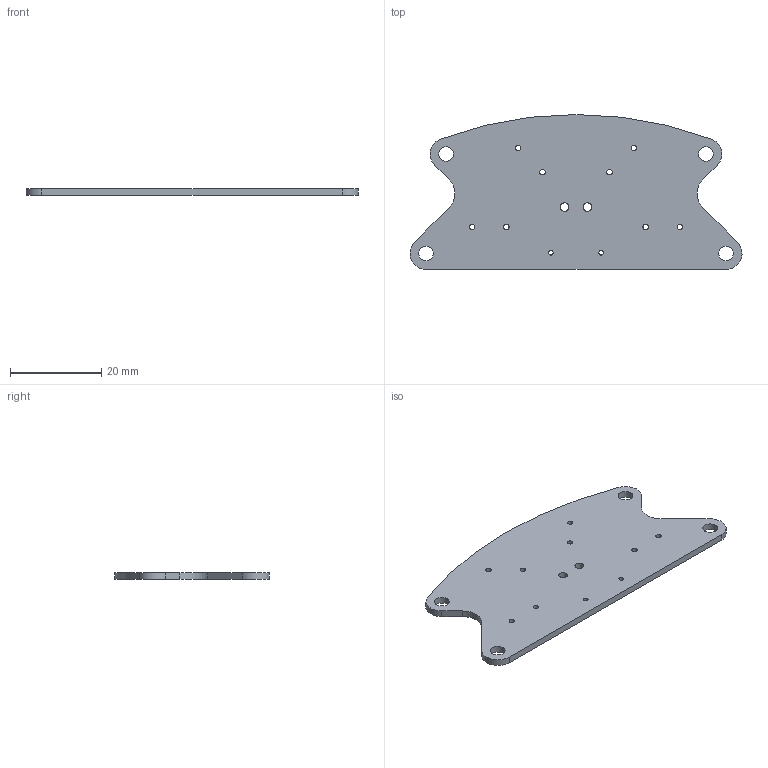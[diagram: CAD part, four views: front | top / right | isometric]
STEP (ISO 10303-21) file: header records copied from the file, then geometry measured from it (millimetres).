
FILE_DESCRIPTION(('KiCad electronic assembly'),'2;1');
FILE_NAME('Capacitor Bank.step','2025-03-16T22:51:20',('Pcbnew'),( 'Kicad'),'Open CASCADE STEP processor 7.8','KiCad to STEP converter' ,'Unknown');
FILE_SCHEMA(('AUTOMOTIVE_DESIGN { 1 0 10303 214 1 1 1 1 }'));
Length unit declared in the file: millimetre
Products named in the file (2): Capacitor Bank 1; Capacitor Bank_PCB
Assembly tree (1 placements, depth 2):
  Capacitor Bank 1
    Capacitor Bank_PCB
Bounding box: 72.71 x 33.93 x 1.51 mm (x, y, z)
Volume: 2938.2 mm3; surface area: 4328.4 mm2
Topology: 1 solids, 1 shells, 30 faces, 84 edges, 56 vertices
Faces by surface type: cylinder 23, plane 7
Full cylindrical faces by diameter (mm): 1 x2, 1.2 x8, 1.9 x2, 3.2 x4
Entity records: 1095 total; most frequent: DIRECTION 194, CARTESIAN_POINT 172, ORIENTED_EDGE 168, EDGE_CURVE 84, AXIS2_PLACEMENT_3D 78, FACE_BOUND 62, EDGE_LOOP 62, VERTEX_POINT 56
